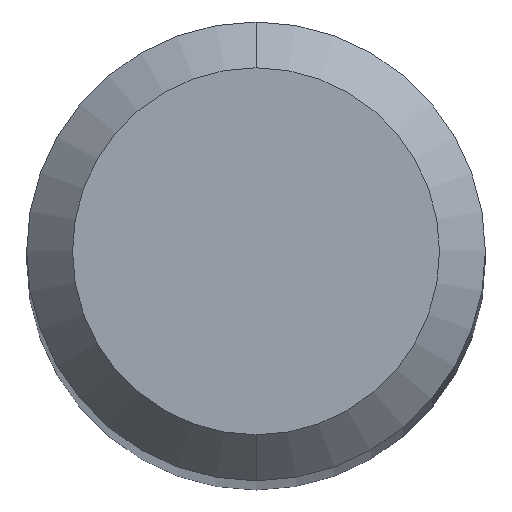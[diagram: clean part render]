
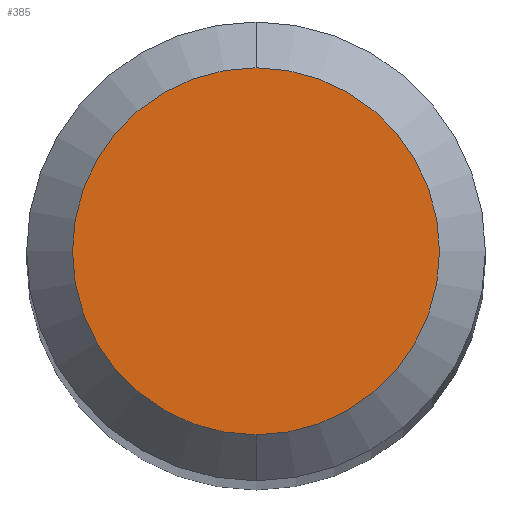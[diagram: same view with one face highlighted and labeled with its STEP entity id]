
A CAD part, top view. The second image highlights one B-rep face of the part: STEP entity #385.
In plain terms, the highlighted planar face has unit normal (0, 0, 1).
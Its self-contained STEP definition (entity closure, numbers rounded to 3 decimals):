
#263=VERTEX_POINT('',#566);
#355=EDGE_CURVE('',#263,#359,#667,.T.);
#359=VERTEX_POINT('',#671);
#385=ADVANCED_FACE('',(#700),#701,.T.);
#391=EDGE_CURVE('',#359,#263,#707,.T.);
#566=CARTESIAN_POINT('',(0.,-1.2,33.654));
#667=CIRCLE('',#1198,1.2);
#671=CARTESIAN_POINT('',(0.0,1.2,33.654));
#700=FACE_OUTER_BOUND('',#1286,.T.);
#701=PLANE('',#1287);
#707=CIRCLE('',#1303,1.2);
#1198=AXIS2_PLACEMENT_3D('',#1680,#1681,#1682);
#1286=EDGE_LOOP('',(#1710,#1711));
#1287=AXIS2_PLACEMENT_3D('',#1712,#1713,#1714);
#1303=AXIS2_PLACEMENT_3D('',#1718,#1719,#1720);
#1680=CARTESIAN_POINT('',(0.0,0.0,33.654));
#1681=DIRECTION('',(0.0,0.0,-1.0));
#1682=DIRECTION('',(0.0,1.0,0.0));
#1710=ORIENTED_EDGE('',*,*,#391,.F.);
#1711=ORIENTED_EDGE('',*,*,#355,.F.);
#1712=CARTESIAN_POINT('',(0.0,0.6,33.654));
#1713=DIRECTION('',(-0.0,0.0,1.0));
#1714=DIRECTION('',(0.0,-1.0,0.0));
#1718=CARTESIAN_POINT('',(0.0,0.0,33.654));
#1719=DIRECTION('',(0.0,0.0,-1.0));
#1720=DIRECTION('',(0.0,1.0,0.0));
